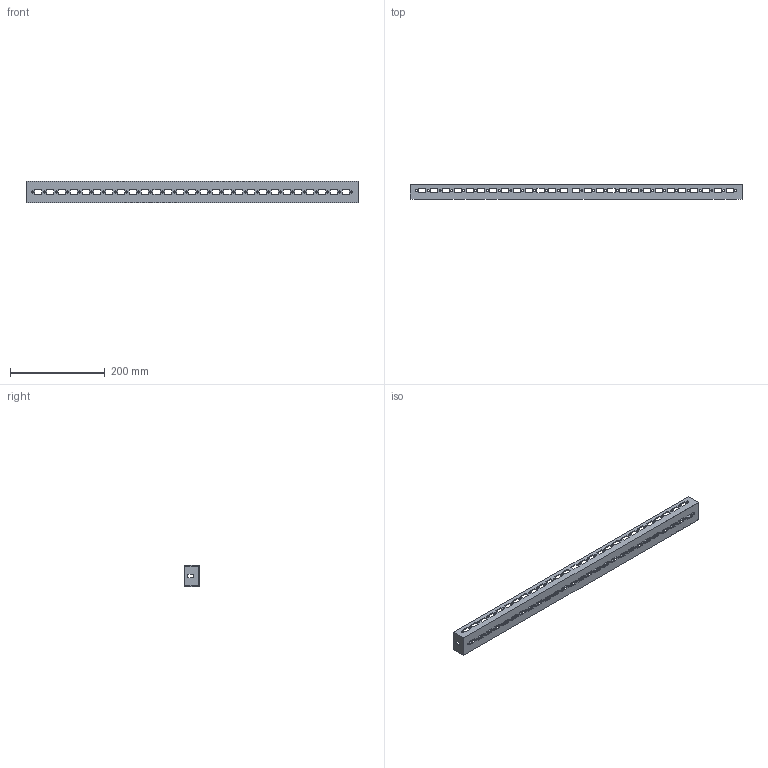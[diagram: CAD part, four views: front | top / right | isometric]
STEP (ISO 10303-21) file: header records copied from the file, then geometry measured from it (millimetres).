
FILE_DESCRIPTION (( 'STEP AP203' ), '1' );
FILE_NAME ('SCK807.step', '2021-06-30T17:20:42', ( 'ADC123' ), ( 'Microsoft' ), 'SwSTEP 2.0', 'SolidWorks 2021', '' );
FILE_SCHEMA (( 'CONFIG_CONTROL_DESIGN' ));
Length unit declared in the file: inch
Products named in the file (1): SCK807
Bounding box: 702 x 30 x 45 mm (x, y, z)
Volume: 121849.5 mm3; surface area: 134947.2 mm2
Topology: 1 solids, 1 shells, 425 faces, 1266 edges, 844 vertices
Faces by surface type: plane 339, cylinder 86
Full cylindrical faces by diameter (mm): 4.25 x82
Entity records: 14461 total; most frequent: CARTESIAN_POINT 2454, ORIENTED_EDGE 2368, DIRECTION 2208, EDGE_CURVE 1184, LINE 1012, VECTOR 1012, VERTEX_POINT 844, EDGE_LOOP 838
